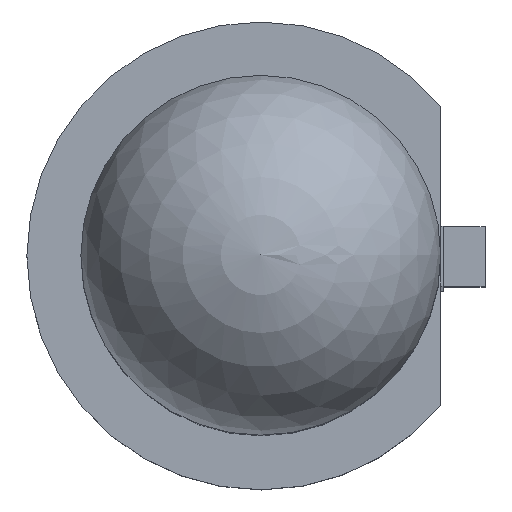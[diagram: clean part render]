
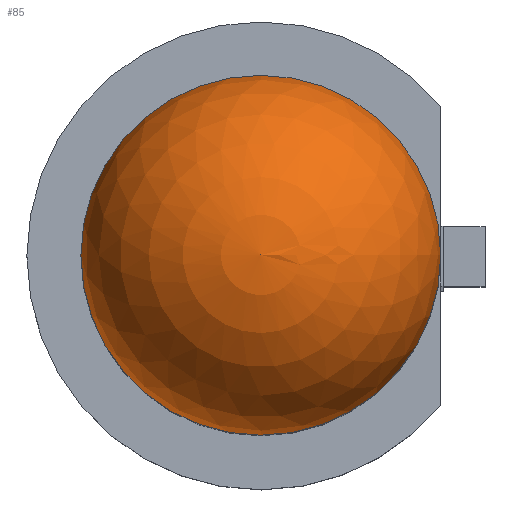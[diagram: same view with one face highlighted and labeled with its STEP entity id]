
A CAD part, top view. The second image highlights one B-rep face of the part: STEP entity #85.
In plain terms, the highlighted spherical face has radius 1.5 mm.
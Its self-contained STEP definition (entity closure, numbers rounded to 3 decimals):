
#85 = ADVANCED_FACE( '', ( #182, #183 ), #184, .T. );
#182 = FACE_BOUND( '', #291, .T. );
#183 = FACE_OUTER_BOUND( '', #292, .T. );
#184 = SPHERICAL_SURFACE( '', #293, 1.5 );
#291 = VERTEX_LOOP( '', #476 );
#292 = EDGE_LOOP( '', ( #477 ) );
#293 = AXIS2_PLACEMENT_3D( '', #478, #479, #480 );
#476 = VERTEX_POINT( '', #726 );
#477 = ORIENTED_EDGE( '', *, *, #727, .F. );
#478 = CARTESIAN_POINT( '', ( 0., 0., 3.8 ) );
#479 = DIRECTION( '', ( 0., 0., 1. ) );
#480 = DIRECTION( '', ( 1., 0., 0. ) );
#726 = CARTESIAN_POINT( '', ( 0., 0., 5.3 ) );
#727 = EDGE_CURVE( '', #891, #891, #892, .T. );
#891 = VERTEX_POINT( '', #1120 );
#892 = CIRCLE( '', #1121, 1.5 );
#1120 = CARTESIAN_POINT( '', ( -1.5, 0., 3.8 ) );
#1121 = AXIS2_PLACEMENT_3D( '', #1263, #1264, #1265 );
#1263 = CARTESIAN_POINT( '', ( 0., 0., 3.8 ) );
#1264 = DIRECTION( '', ( 0., 0., -1. ) );
#1265 = DIRECTION( '', ( -1., 0., 0. ) );
